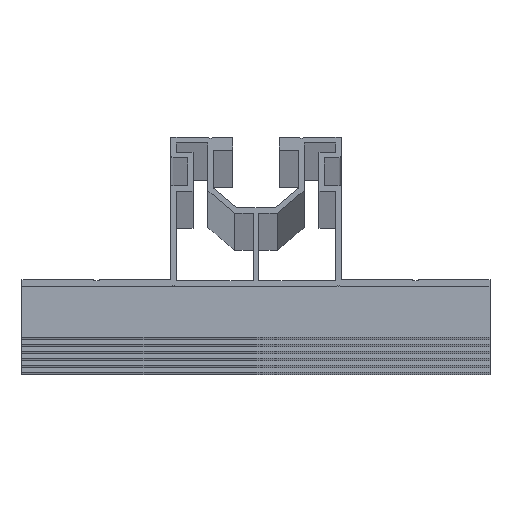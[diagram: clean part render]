
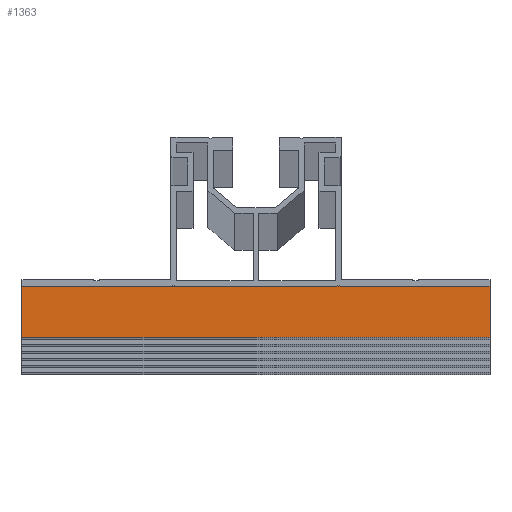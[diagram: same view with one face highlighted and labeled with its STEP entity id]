
A CAD part, top view. The second image highlights one B-rep face of the part: STEP entity #1363.
In plain terms, the highlighted planar face has unit normal (0, 0, 1).
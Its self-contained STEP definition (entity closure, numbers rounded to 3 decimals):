
#192 = EDGE_CURVE ( 'NONE', #2101, #1336, #2725, .T. ) ;
#492 = VECTOR ( 'NONE', #827, 1000. ) ;
#765 = AXIS2_PLACEMENT_3D ( 'NONE', #1852, #2723, #1786 ) ;
#772 = DIRECTION ( 'NONE',  ( 0., 1., 0. ) ) ;
#799 = EDGE_CURVE ( 'NONE', #2000, #2430, #2779, .T. ) ;
#827 = DIRECTION ( 'NONE',  ( 0., -1., 0. ) ) ;
#870 = DIRECTION ( 'NONE',  ( 1., 0., 0. ) ) ;
#933 = VECTOR ( 'NONE', #2035, 1000. ) ;
#953 = VECTOR ( 'NONE', #772, 1000. ) ;
#958 = CARTESIAN_POINT ( 'NONE',  ( -55., -6., 150. ) ) ;
#1294 = CARTESIAN_POINT ( 'NONE',  ( 55., -6., 150. ) ) ;
#1336 = VERTEX_POINT ( 'NONE', #2389 ) ;
#1363 = ADVANCED_FACE ( 'NONE', ( #1589 ), #2646, .T. ) ;
#1402 = LINE ( 'NONE', #1789, #933 ) ;
#1484 = ORIENTED_EDGE ( 'NONE', *, *, #2543, .T. ) ;
#1589 = FACE_OUTER_BOUND ( 'NONE', #2574, .T. ) ;
#1786 = DIRECTION ( 'NONE',  ( 1., 0., 0. ) ) ;
#1789 = CARTESIAN_POINT ( 'NONE',  ( -55., 6., 150. ) ) ;
#1852 = CARTESIAN_POINT ( 'NONE',  ( 0., 0., 150. ) ) ;
#1903 = CARTESIAN_POINT ( 'NONE',  ( -55., 6., 150. ) ) ;
#1917 = LINE ( 'NONE', #958, #2796 ) ;
#2000 = VERTEX_POINT ( 'NONE', #1903 ) ;
#2035 = DIRECTION ( 'NONE',  ( -1., 0., 0. ) ) ;
#2101 = VERTEX_POINT ( 'NONE', #1294 ) ;
#2251 = ORIENTED_EDGE ( 'NONE', *, *, #192, .T. ) ;
#2281 = EDGE_CURVE ( 'NONE', #1336, #2000, #1402, .T. ) ;
#2287 = ORIENTED_EDGE ( 'NONE', *, *, #2281, .T. ) ;
#2389 = CARTESIAN_POINT ( 'NONE',  ( 55., 6., 150. ) ) ;
#2430 = VERTEX_POINT ( 'NONE', #2529 ) ;
#2486 = ORIENTED_EDGE ( 'NONE', *, *, #799, .T. ) ;
#2526 = CARTESIAN_POINT ( 'NONE',  ( 55., 6., 150. ) ) ;
#2529 = CARTESIAN_POINT ( 'NONE',  ( -55., -6., 150. ) ) ;
#2543 = EDGE_CURVE ( 'NONE', #2430, #2101, #1917, .T. ) ;
#2574 = EDGE_LOOP ( 'NONE', ( #2251, #2287, #2486, #1484 ) ) ;
#2591 = CARTESIAN_POINT ( 'NONE',  ( -55., 6., 150. ) ) ;
#2646 = PLANE ( 'NONE',  #765 ) ;
#2723 = DIRECTION ( 'NONE',  ( 0., 0., 1. ) ) ;
#2725 = LINE ( 'NONE', #2526, #953 ) ;
#2779 = LINE ( 'NONE', #2591, #492 ) ;
#2796 = VECTOR ( 'NONE', #870, 1000. ) ;
